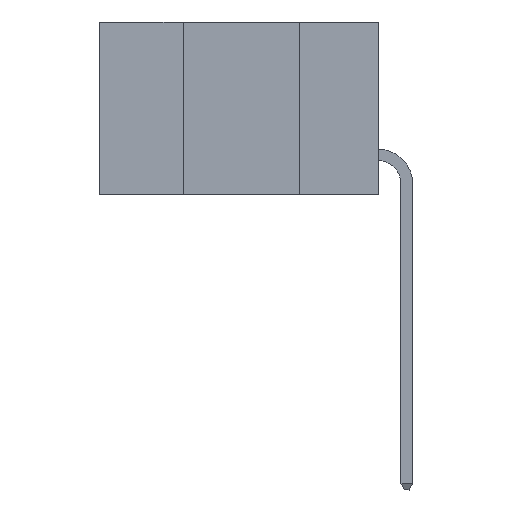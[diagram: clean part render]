
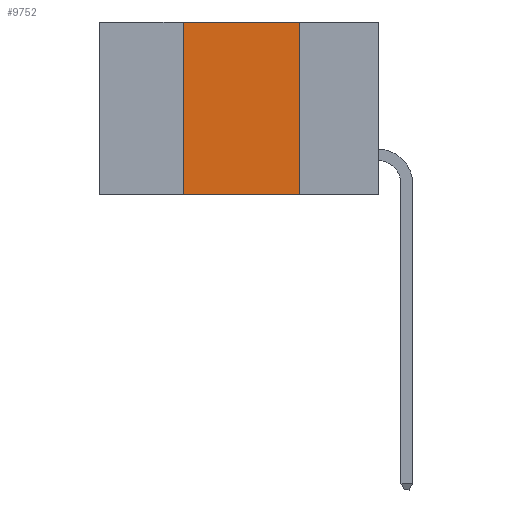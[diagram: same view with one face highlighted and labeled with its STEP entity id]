
A CAD part, left-side view. The second image highlights one B-rep face of the part: STEP entity #9752.
In plain terms, the highlighted planar face has unit normal (-1, 0, 0).
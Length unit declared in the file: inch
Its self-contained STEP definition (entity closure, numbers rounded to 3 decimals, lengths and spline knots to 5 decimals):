
#1219 = VERTEX_POINT ( 'NONE', #15362 ) ;
#2497 = CARTESIAN_POINT ( 'NONE',  ( 0., 0.17, -0.37 ) ) ;
#2910 = CARTESIAN_POINT ( 'NONE',  ( 0., 0.6, 0. ) ) ;
#3174 = CARTESIAN_POINT ( 'NONE',  ( 0., 0.6, 0. ) ) ;
#3879 = DIRECTION ( 'NONE',  ( 0., 0., -1. ) ) ;
#3991 = LINE ( 'NONE', #2497, #17858 ) ;
#4885 = DIRECTION ( 'NONE',  ( 0., 0., -1. ) ) ;
#6398 = ORIENTED_EDGE ( 'NONE', *, *, #18802, .F. ) ;
#7138 = VECTOR ( 'NONE', #22731, 39.37008 ) ;
#7450 = DIRECTION ( 'NONE',  ( 0., 0., 1. ) ) ;
#7677 = LINE ( 'NONE', #22518, #20335 ) ;
#9412 = EDGE_CURVE ( 'NONE', #1219, #21760, #9755, .T. ) ;
#9752 = ADVANCED_FACE ( 'NONE', ( #14208 ), #17680, .F. ) ;
#9755 = LINE ( 'NONE', #2910, #7138 ) ;
#9791 = AXIS2_PLACEMENT_3D ( 'NONE', #3174, #10219, #4885 ) ;
#10219 = DIRECTION ( 'NONE',  ( 1., 0., 0. ) ) ;
#10442 = CARTESIAN_POINT ( 'NONE',  ( 0., 0.42, -0.37 ) ) ;
#11016 = LINE ( 'NONE', #18335, #21259 ) ;
#11505 = EDGE_LOOP ( 'NONE', ( #13596, #17967, #6398, #17258 ) ) ;
#13596 = ORIENTED_EDGE ( 'NONE', *, *, #13810, .F. ) ;
#13810 = EDGE_CURVE ( 'NONE', #21760, #22812, #3991, .T. ) ;
#14208 = FACE_OUTER_BOUND ( 'NONE', #11505, .T. ) ;
#14572 = CARTESIAN_POINT ( 'NONE',  ( 0., 0.17, -0.37 ) ) ;
#14775 = VERTEX_POINT ( 'NONE', #10442 ) ;
#15362 = CARTESIAN_POINT ( 'NONE',  ( 0., 0.42, 0. ) ) ;
#16915 = EDGE_CURVE ( 'NONE', #14775, #22812, #7677, .T. ) ;
#17258 = ORIENTED_EDGE ( 'NONE', *, *, #16915, .T. ) ;
#17680 = PLANE ( 'NONE',  #9791 ) ;
#17858 = VECTOR ( 'NONE', #3879, 39.37008 ) ;
#17967 = ORIENTED_EDGE ( 'NONE', *, *, #9412, .F. ) ;
#18335 = CARTESIAN_POINT ( 'NONE',  ( 0., 0.42, -0.37 ) ) ;
#18802 = EDGE_CURVE ( 'NONE', #14775, #1219, #11016, .T. ) ;
#20236 = CARTESIAN_POINT ( 'NONE',  ( 0., 0.17, 0. ) ) ;
#20335 = VECTOR ( 'NONE', #20610, 39.37008 ) ;
#20610 = DIRECTION ( 'NONE',  ( 0., -1., 0. ) ) ;
#21259 = VECTOR ( 'NONE', #7450, 39.37008 ) ;
#21760 = VERTEX_POINT ( 'NONE', #20236 ) ;
#22518 = CARTESIAN_POINT ( 'NONE',  ( 0., 0.6, -0.37 ) ) ;
#22731 = DIRECTION ( 'NONE',  ( 0., -1., 0. ) ) ;
#22812 = VERTEX_POINT ( 'NONE', #14572 ) ;
